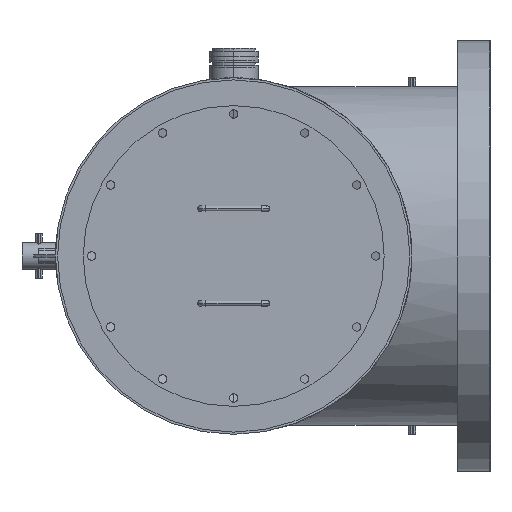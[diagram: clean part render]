
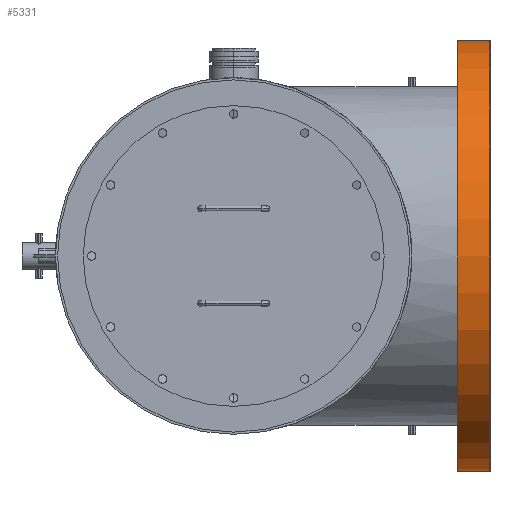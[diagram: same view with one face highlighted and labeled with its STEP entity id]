
A CAD part, left-side view. The second image highlights one B-rep face of the part: STEP entity #5331.
In plain terms, the highlighted cylindrical face has radius 492.125 mm (diameter 984.25 mm), a partial arc.
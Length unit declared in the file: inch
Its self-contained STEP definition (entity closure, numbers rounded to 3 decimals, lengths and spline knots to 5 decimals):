
#252 = ORIENTED_EDGE ( 'NONE', *, *, #14001, .T. ) ;
#298 = DIRECTION ( 'NONE',  ( 0., -1., 0. ) ) ;
#1058 = VERTEX_POINT ( 'NONE', #4692 ) ;
#2197 = ORIENTED_EDGE ( 'NONE', *, *, #7894, .T. ) ;
#2601 = CARTESIAN_POINT ( 'NONE',  ( 20.66, -20.12, 19.375 ) ) ;
#2765 = VECTOR ( 'NONE', #298, 39.37008 ) ;
#4307 = CIRCLE ( 'NONE', #10408, 19.375 ) ;
#4550 = DIRECTION ( 'NONE',  ( 0., 0., -1. ) ) ;
#4692 = CARTESIAN_POINT ( 'NONE',  ( 20.66, -23., 19.375 ) ) ;
#5331 = ADVANCED_FACE ( 'NONE', ( #14038 ), #9461, .T. ) ;
#5553 = CARTESIAN_POINT ( 'NONE',  ( 20.66, -20.12, 0. ) ) ;
#5569 = CARTESIAN_POINT ( 'NONE',  ( 20.66, -20.12, -19.375 ) ) ;
#5716 = ORIENTED_EDGE ( 'NONE', *, *, #9242, .F. ) ;
#6067 = DIRECTION ( 'NONE',  ( 0., -1., 0. ) ) ;
#7597 = DIRECTION ( 'NONE',  ( 0., -1., 0. ) ) ;
#7661 = DIRECTION ( 'NONE',  ( 0., 0., -1. ) ) ;
#7702 = ORIENTED_EDGE ( 'NONE', *, *, #8778, .F. ) ;
#7817 = VECTOR ( 'NONE', #10034, 39.37008 ) ;
#7894 = EDGE_CURVE ( 'NONE', #11899, #12247, #4307, .T. ) ;
#8304 = CIRCLE ( 'NONE', #12191, 19.375 ) ;
#8778 = EDGE_CURVE ( 'NONE', #11899, #1058, #14407, .T. ) ;
#8961 = LINE ( 'NONE', #13769, #7817 ) ;
#9242 = EDGE_CURVE ( 'NONE', #1058, #12349, #8304, .T. ) ;
#9269 = AXIS2_PLACEMENT_3D ( 'NONE', #9787, #6067, #14715 ) ;
#9461 = CYLINDRICAL_SURFACE ( 'NONE', #9269, 19.375 ) ;
#9787 = CARTESIAN_POINT ( 'NONE',  ( 20.66, -20.12, 0. ) ) ;
#10034 = DIRECTION ( 'NONE',  ( 0., -1., 0. ) ) ;
#10408 = AXIS2_PLACEMENT_3D ( 'NONE', #5553, #11845, #4550 ) ;
#11845 = DIRECTION ( 'NONE',  ( 0., -1., 0. ) ) ;
#11899 = VERTEX_POINT ( 'NONE', #14971 ) ;
#12191 = AXIS2_PLACEMENT_3D ( 'NONE', #14937, #7597, #7661 ) ;
#12247 = VERTEX_POINT ( 'NONE', #5569 ) ;
#12349 = VERTEX_POINT ( 'NONE', #12935 ) ;
#12935 = CARTESIAN_POINT ( 'NONE',  ( 20.66, -23., -19.375 ) ) ;
#13769 = CARTESIAN_POINT ( 'NONE',  ( 20.66, -20.12, -19.375 ) ) ;
#14001 = EDGE_CURVE ( 'NONE', #12247, #12349, #8961, .T. ) ;
#14038 = FACE_OUTER_BOUND ( 'NONE', #14773, .T. ) ;
#14407 = LINE ( 'NONE', #2601, #2765 ) ;
#14715 = DIRECTION ( 'NONE',  ( 0., 0., -1. ) ) ;
#14773 = EDGE_LOOP ( 'NONE', ( #7702, #2197, #252, #5716 ) ) ;
#14937 = CARTESIAN_POINT ( 'NONE',  ( 20.66, -23., 0. ) ) ;
#14971 = CARTESIAN_POINT ( 'NONE',  ( 20.66, -20.12, 19.375 ) ) ;
